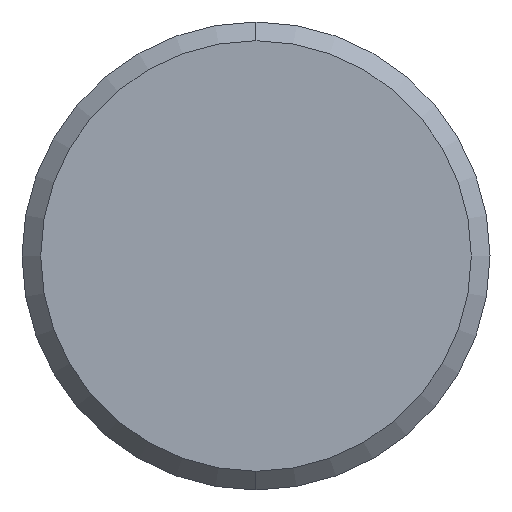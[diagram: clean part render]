
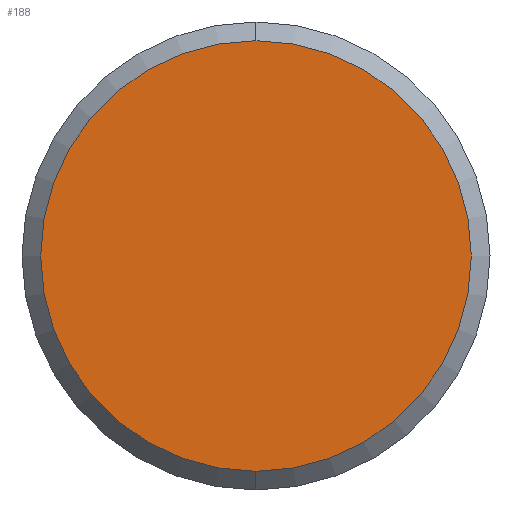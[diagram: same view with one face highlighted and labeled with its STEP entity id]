
A CAD part, left-side view. The second image highlights one B-rep face of the part: STEP entity #188.
In plain terms, the highlighted planar face has unit normal (-1, 0, 0).
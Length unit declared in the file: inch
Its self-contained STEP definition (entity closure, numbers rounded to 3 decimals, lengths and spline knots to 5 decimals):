
#16 = ORIENTED_EDGE ( 'NONE', *, *, #280, .T. ) ;
#39 = CARTESIAN_POINT ( 'NONE',  ( 0., 0., 0.22985 ) ) ;
#66 = CARTESIAN_POINT ( 'NONE',  ( 0., 0., 0. ) ) ;
#105 = ORIENTED_EDGE ( 'NONE', *, *, #232, .T. ) ;
#109 = VERTEX_POINT ( 'NONE', #314 ) ;
#176 = AXIS2_PLACEMENT_3D ( 'NONE', #548, #720, #257 ) ;
#188 = ADVANCED_FACE ( 'NONE', ( #372 ), #361, .F. ) ;
#226 = EDGE_LOOP ( 'NONE', ( #16, #105 ) ) ;
#232 = EDGE_CURVE ( 'NONE', #680, #109, #758, .T. ) ;
#240 = CARTESIAN_POINT ( 'NONE',  ( 0., 0., 0. ) ) ;
#257 = DIRECTION ( 'NONE',  ( 0., 0., -1. ) ) ;
#280 = EDGE_CURVE ( 'NONE', #109, #680, #707, .T. ) ;
#289 = AXIS2_PLACEMENT_3D ( 'NONE', #240, #601, #296 ) ;
#296 = DIRECTION ( 'NONE',  ( 0., 0., 1. ) ) ;
#314 = CARTESIAN_POINT ( 'NONE',  ( 0., 0., -0.22985 ) ) ;
#317 = AXIS2_PLACEMENT_3D ( 'NONE', #66, #484, #714 ) ;
#361 = PLANE ( 'NONE',  #176 ) ;
#372 = FACE_OUTER_BOUND ( 'NONE', #226, .T. ) ;
#484 = DIRECTION ( 'NONE',  ( -1., 0., 0. ) ) ;
#548 = CARTESIAN_POINT ( 'NONE',  ( 0., 0., 0. ) ) ;
#601 = DIRECTION ( 'NONE',  ( -1., 0., 0. ) ) ;
#680 = VERTEX_POINT ( 'NONE', #39 ) ;
#707 = CIRCLE ( 'NONE', #317, 0.22985 ) ;
#714 = DIRECTION ( 'NONE',  ( 0., 0., 1. ) ) ;
#720 = DIRECTION ( 'NONE',  ( 1., 0., 0. ) ) ;
#758 = CIRCLE ( 'NONE', #289, 0.22985 ) ;
